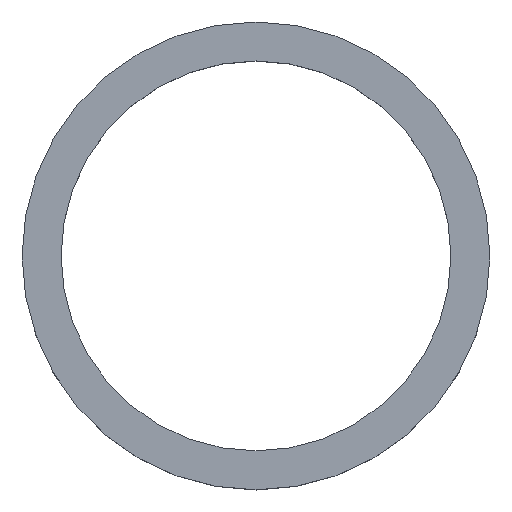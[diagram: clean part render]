
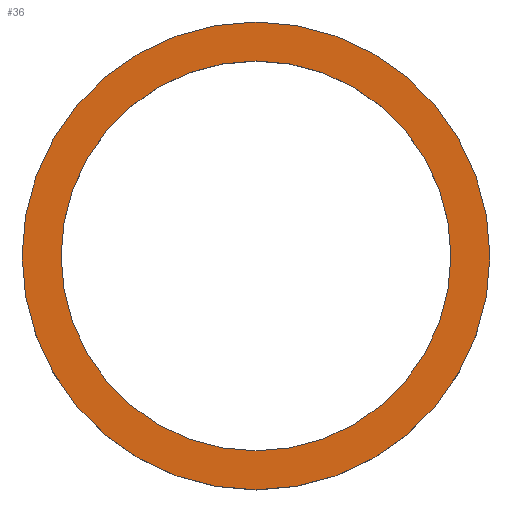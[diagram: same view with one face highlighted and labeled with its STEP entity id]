
A CAD part, top view. The second image highlights one B-rep face of the part: STEP entity #36.
In plain terms, the highlighted planar face has unit normal (0, 0, 1).
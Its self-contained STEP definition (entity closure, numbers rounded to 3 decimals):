
#36=ADVANCED_FACE('',(#68,#69),#70,.T.);
#68=FACE_BOUND('',#95,.T.);
#69=FACE_OUTER_BOUND('',#96,.T.);
#70=PLANE('',#97);
#95=EDGE_LOOP('',(#131,#132));
#96=EDGE_LOOP('',(#133,#134));
#97=AXIS2_PLACEMENT_3D('',#135,#136,#137);
#131=ORIENTED_EDGE('',*,*,#168,.F.);
#132=ORIENTED_EDGE('',*,*,#158,.F.);
#133=ORIENTED_EDGE('',*,*,#163,.T.);
#134=ORIENTED_EDGE('',*,*,#165,.T.);
#135=CARTESIAN_POINT('',(0.,-5.5,2.0));
#136=DIRECTION('',(0.,0.,1.0));
#137=DIRECTION('',(0.,-1.0,0.));
#158=EDGE_CURVE('',#178,#174,#180,.T.);
#163=EDGE_CURVE('',#183,#187,#189,.T.);
#165=EDGE_CURVE('',#187,#183,#191,.T.);
#168=EDGE_CURVE('',#174,#178,#194,.T.);
#174=VERTEX_POINT('',#200);
#178=VERTEX_POINT('',#205);
#180=CIRCLE('',#208,5.0);
#183=VERTEX_POINT('',#211);
#187=VERTEX_POINT('',#216);
#189=CIRCLE('',#219,6.0);
#191=CIRCLE('',#221,6.0);
#194=CIRCLE('',#224,5.0);
#200=CARTESIAN_POINT('',(0.,-5.0,2.0));
#205=CARTESIAN_POINT('',(0.,5.0,2.0));
#208=AXIS2_PLACEMENT_3D('',#233,#234,#235);
#211=CARTESIAN_POINT('',(0.,-6.0,2.0));
#216=CARTESIAN_POINT('',(0.,6.0,2.0));
#219=AXIS2_PLACEMENT_3D('',#241,#242,#243);
#221=AXIS2_PLACEMENT_3D('',#244,#245,#246);
#224=AXIS2_PLACEMENT_3D('',#250,#251,#252);
#233=CARTESIAN_POINT('',(0.,0.,2.0));
#234=DIRECTION('',(0.,0.,1.0));
#235=DIRECTION('',(0.,-1.0,0.));
#241=CARTESIAN_POINT('',(0.,0.,2.0));
#242=DIRECTION('',(0.,0.,1.0));
#243=DIRECTION('',(0.,-1.0,0.));
#244=CARTESIAN_POINT('',(0.,0.,2.0));
#245=DIRECTION('',(0.,0.,1.0));
#246=DIRECTION('',(0.,-1.0,0.));
#250=CARTESIAN_POINT('',(0.,0.,2.0));
#251=DIRECTION('',(0.,0.,1.0));
#252=DIRECTION('',(0.,-1.0,0.));
